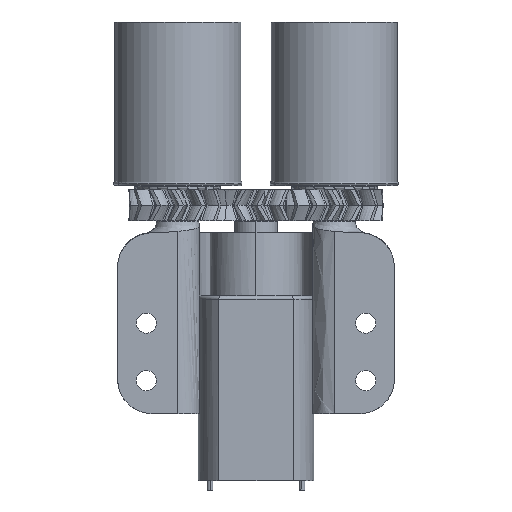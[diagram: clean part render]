
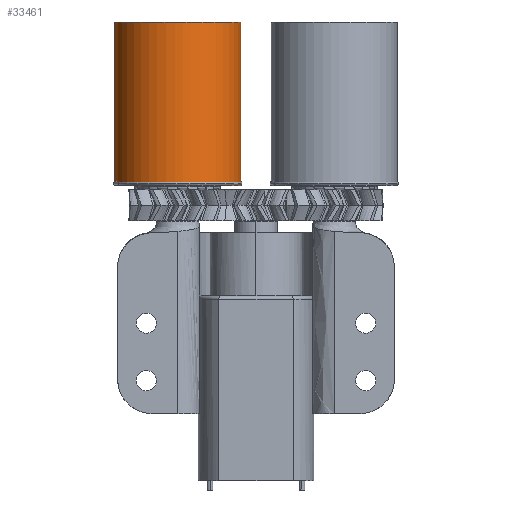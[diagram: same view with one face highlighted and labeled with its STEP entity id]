
A CAD part, front view. The second image highlights one B-rep face of the part: STEP entity #33461.
In plain terms, the highlighted free-form (B-spline) face has degree [2, 1] with [5, 2] control points.
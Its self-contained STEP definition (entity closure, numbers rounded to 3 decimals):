
#33362 = VERTEX_POINT('',#33363);
#33363 = CARTESIAN_POINT('',(-3.369,-3.839,
    44.335));
#33364 = VERTEX_POINT('',#33365);
#33365 = CARTESIAN_POINT('',(-31.559,-3.839,
    44.335));
#33373 = EDGE_CURVE('',#33362,#33374,#33376,.T.);
#33374 = VERTEX_POINT('',#33375);
#33375 = CARTESIAN_POINT('',(-3.369,-3.839,
    7.816));
#33376 = B_SPLINE_CURVE_WITH_KNOTS('',1,(#33377,#33378),.UNSPECIFIED.,
  .F.,.F.,(2,2),(-0.,28.5),.PIECEWISE_BEZIER_KNOTS.);
#33377 = CARTESIAN_POINT('',(-3.369,-3.839,
    44.335));
#33378 = CARTESIAN_POINT('',(-3.369,-3.839,
    7.816));
#33381 = VERTEX_POINT('',#33382);
#33382 = CARTESIAN_POINT('',(-31.559,-3.839,
    7.816));
#33390 = EDGE_CURVE('',#33364,#33381,#33391,.T.);
#33391 = B_SPLINE_CURVE_WITH_KNOTS('',1,(#33392,#33393),.UNSPECIFIED.,
  .F.,.F.,(2,2),(-0.,28.5),.PIECEWISE_BEZIER_KNOTS.);
#33392 = CARTESIAN_POINT('',(-31.559,-3.839,
    44.335));
#33393 = CARTESIAN_POINT('',(-31.559,-3.839,
    7.816));
#33409 = EDGE_CURVE('',#33364,#33362,#33410,.T.);
#33410 = ( BOUNDED_CURVE() B_SPLINE_CURVE(2,(#33411,#33412,#33413,#33414
,#33415),.UNSPECIFIED.,.F.,.F.) B_SPLINE_CURVE_WITH_KNOTS((3,2,3),(
    3.142,4.712,6.283),
.PIECEWISE_BEZIER_KNOTS.) CURVE() GEOMETRIC_REPRESENTATION_ITEM() 
RATIONAL_B_SPLINE_CURVE((1.,0.707,1.,0.707,1.)) 
REPRESENTATION_ITEM('') );
#33411 = CARTESIAN_POINT('',(-31.559,-3.839,
    44.335));
#33412 = CARTESIAN_POINT('',(-31.559,-17.934,
    44.335));
#33413 = CARTESIAN_POINT('',(-17.464,-17.934,
    44.335));
#33414 = CARTESIAN_POINT('',(-3.369,-17.934,
    44.335));
#33415 = CARTESIAN_POINT('',(-3.369,-3.839,
    44.335));
#33437 = EDGE_CURVE('',#33381,#33374,#33438,.T.);
#33438 = ( BOUNDED_CURVE() B_SPLINE_CURVE(2,(#33439,#33440,#33441,#33442
,#33443),.UNSPECIFIED.,.F.,.F.) B_SPLINE_CURVE_WITH_KNOTS((3,2,3),(
    3.142,4.712,6.283),
.PIECEWISE_BEZIER_KNOTS.) CURVE() GEOMETRIC_REPRESENTATION_ITEM() 
RATIONAL_B_SPLINE_CURVE((1.,0.707,1.,0.707,1.)) 
REPRESENTATION_ITEM('') );
#33439 = CARTESIAN_POINT('',(-31.559,-3.839,
    7.816));
#33440 = CARTESIAN_POINT('',(-31.559,-17.934,
    7.816));
#33441 = CARTESIAN_POINT('',(-17.464,-17.934,
    7.816));
#33442 = CARTESIAN_POINT('',(-3.369,-17.934,
    7.816));
#33443 = CARTESIAN_POINT('',(-3.369,-3.839,
    7.816));
#33461 = ADVANCED_FACE('',(#33462),#33468,.T.);
#33462 = FACE_BOUND('',#33463,.T.);
#33463 = EDGE_LOOP('',(#33464,#33465,#33466,#33467));
#33464 = ORIENTED_EDGE('',*,*,#33373,.F.);
#33465 = ORIENTED_EDGE('',*,*,#33409,.F.);
#33466 = ORIENTED_EDGE('',*,*,#33390,.T.);
#33467 = ORIENTED_EDGE('',*,*,#33437,.T.);
#33468 = ( BOUNDED_SURFACE() B_SPLINE_SURFACE(2,1,(
    (#33469,#33470)
    ,(#33471,#33472)
    ,(#33473,#33474)
    ,(#33475,#33476)
    ,(#33477,#33478
)),.UNSPECIFIED.,.F.,.F.,.F.) B_SPLINE_SURFACE_WITH_KNOTS((3,2,3),(2,2),
  (3.142,4.712,6.283),(0.,28.5),
.PIECEWISE_BEZIER_KNOTS.) GEOMETRIC_REPRESENTATION_ITEM() 
RATIONAL_B_SPLINE_SURFACE((
    (1.,1.)
    ,(0.707,0.707)
    ,(1.,1.)
    ,(0.707,0.707)
,(1.,1.))) REPRESENTATION_ITEM('') SURFACE() );
#33469 = CARTESIAN_POINT('',(-3.369,-3.839,
    44.335));
#33470 = CARTESIAN_POINT('',(-3.369,-3.839,
    7.816));
#33471 = CARTESIAN_POINT('',(-3.369,-17.934,
    44.335));
#33472 = CARTESIAN_POINT('',(-3.369,-17.934,
    7.816));
#33473 = CARTESIAN_POINT('',(-17.464,-17.934,
    44.335));
#33474 = CARTESIAN_POINT('',(-17.464,-17.934,
    7.816));
#33475 = CARTESIAN_POINT('',(-31.559,-17.934,
    44.335));
#33476 = CARTESIAN_POINT('',(-31.559,-17.934,
    7.816));
#33477 = CARTESIAN_POINT('',(-31.559,-3.839,
    44.335));
#33478 = CARTESIAN_POINT('',(-31.559,-3.839,
    7.816));
